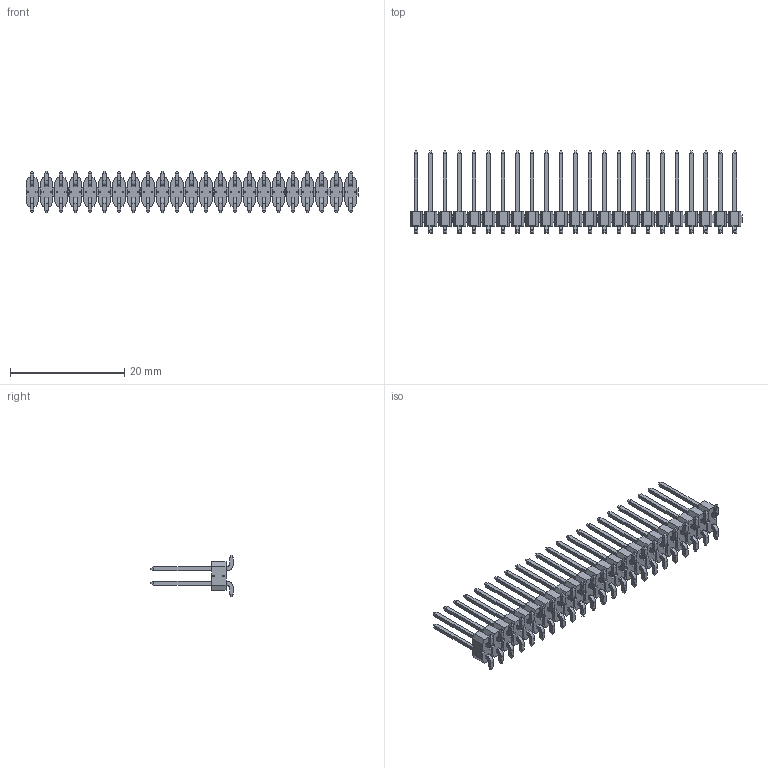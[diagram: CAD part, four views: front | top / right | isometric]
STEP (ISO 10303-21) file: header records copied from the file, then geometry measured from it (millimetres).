
FILE_DESCRIPTION(/* description */ (''),/* implementation_level */ '2;1');
FILE_NAME(/* name */ '2_23_m_header.stp',/* time_stamp */ '2015-06-06T11:35:08+02:00',/* author */ (''),/* organization */ (''),/* preprocessor_version */ 'ST-DEVELOPER v16',/* originating_system */ 'Autodesk Translator Framework v4.0.0.4510',/* authorisation */ '');
FILE_SCHEMA (('AUTOMOTIVE_DESIGN { 1 0 10303 214 3 1 1 }'));
Length unit declared in the file: centimetre
Products named in the file (6): Component1; Component2; Component3; Component5; Component4; TSM-105-03-X-DV-LC v3
Assembly tree (5 placements, depth 2):
  TSM-105-03-X-DV-LC v3
    Component1
    Component2
    Component3
    Component4
    Component5
Bounding box: 58.23 x 14.48 x 7.37 mm (x, y, z)
Volume: 859.2 mm3; surface area: 2814.1 mm2
Topology: 5 solids, 5 shells, 1682 faces, 4372 edges, 2792 vertices
Faces by surface type: plane 1590, cylinder 92
Entity records: 50159 total; most frequent: CARTESIAN_POINT 8857, ORIENTED_EDGE 8744, DIRECTION 7942, EDGE_CURVE 4372, LINE 4188, VECTOR 4188, VERTEX_POINT 2792, AXIS2_PLACEMENT_3D 1877
